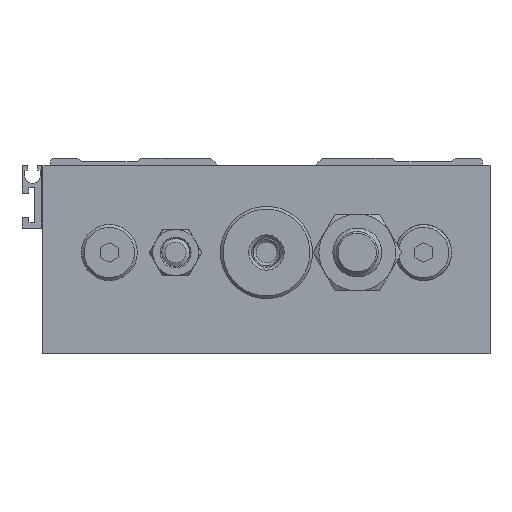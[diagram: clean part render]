
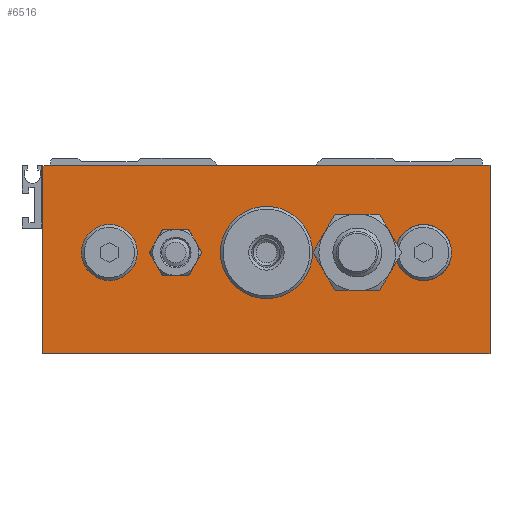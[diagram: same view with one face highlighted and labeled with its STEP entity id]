
A CAD part, left-side view. The second image highlights one B-rep face of the part: STEP entity #6516.
In plain terms, the highlighted planar face has unit normal (-1, 0, 0).
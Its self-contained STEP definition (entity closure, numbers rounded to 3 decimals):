
#5204=CARTESIAN_POINT('',(0.,-37.351,-27.345));
#5205=VERTEX_POINT('Vertex245',#5204);
#5221=CARTESIAN_POINT('',(0.,-37.351,-22.655));
#5222=VERTEX_POINT('Vertex246',#5221);
#5334=CARTESIAN_POINT('',(0.,29.753,-18.5));
#5335=VERTEX_POINT('Vertex250',#5334);
#5345=CARTESIAN_POINT('',(0.,22.247,-18.5));
#5346=VERTEX_POINT('Vertex251',#5345);
#5353=CARTESIAN_POINT('',(0.,26.,-18.5));
#5354=DIRECTION('',(0.,-1.,0.));
#5355=VECTOR('',#5354,1.);
#5356=LINE('nurbsCrv336',#5353,#5355);
#5357=EDGE_CURVE('Edge336',#5335,#5346,#5356,.T.);
#5371=CARTESIAN_POINT('',(0.,18.494,-25.));
#5372=VERTEX_POINT('Vertex252',#5371);
#5379=CARTESIAN_POINT('',(0.,20.371,-21.75));
#5380=DIRECTION('',(0.,-0.5,-0.866));
#5381=VECTOR('',#5380,1.);
#5382=LINE('nurbsCrv338',#5379,#5381);
#5383=EDGE_CURVE('Edge338',#5346,#5372,#5382,.T.);
#5393=CARTESIAN_POINT('',(0.,33.506,-25.));
#5394=VERTEX_POINT('Vertex253',#5393);
#5405=CARTESIAN_POINT('',(0.,31.629,-21.75));
#5406=DIRECTION('',(0.,-0.5,0.866));
#5407=VECTOR('',#5406,1.);
#5408=LINE('nurbsCrv340',#5405,#5407);
#5409=EDGE_CURVE('Edge340',#5394,#5335,#5408,.T.);
#5419=CARTESIAN_POINT('',(0.,22.247,-31.5));
#5420=VERTEX_POINT('Vertex254',#5419);
#5421=CARTESIAN_POINT('',(0.,20.371,-28.25));
#5422=DIRECTION('',(0.,0.5,-0.866));
#5423=VECTOR('',#5422,1.);
#5424=LINE('nurbsCrv341',#5421,#5423);
#5425=EDGE_CURVE('Edge341',#5372,#5420,#5424,.T.);
#5445=CARTESIAN_POINT('',(0.,29.753,-31.5));
#5446=VERTEX_POINT('Vertex255',#5445);
#5457=CARTESIAN_POINT('',(0.,31.629,-28.25));
#5458=DIRECTION('',(0.,0.5,0.866));
#5459=VECTOR('',#5458,1.);
#5460=LINE('nurbsCrv344',#5457,#5459);
#5461=EDGE_CURVE('Edge344',#5446,#5394,#5460,.T.);
#5471=CARTESIAN_POINT('',(0.,26.,-31.5));
#5472=DIRECTION('',(0.,1.,0.));
#5473=VECTOR('',#5472,1.);
#5474=LINE('nurbsCrv345',#5471,#5473);
#5475=EDGE_CURVE('Edge345',#5420,#5446,#5474,.T.);
#5490=CARTESIAN_POINT('',(0.,-32.352,-13.997));
#5491=VERTEX_POINT('Vertex256',#5490);
#5507=CARTESIAN_POINT('',(0.,-34.852,-18.326));
#5508=DIRECTION('',(0.,-0.5,-0.866));
#5509=VECTOR('',#5508,1.);
#5510=LINE('nurbsCrv348',#5507,#5509);
#5511=EDGE_CURVE('Edge348',#5491,#5222,#5510,.T.);
#5521=CARTESIAN_POINT('',(0.,-19.647,
-13.997));
#5522=VERTEX_POINT('Vertex257',#5521);
#5532=CARTESIAN_POINT('',(0.,-26.,
-13.997));
#5533=DIRECTION('',(0.,-1.,0.));
#5534=VECTOR('',#5533,1.);
#5535=LINE('nurbsCrv350',#5532,#5534);
#5536=EDGE_CURVE('Edge350',#5522,#5491,#5535,.T.);
#5548=CARTESIAN_POINT('',(0.,-32.352,-36.003));
#5549=VERTEX_POINT('Vertex258',#5548);
#5556=CARTESIAN_POINT('',(0.,-34.852,-31.674));
#5557=DIRECTION('',(0.,0.5,-0.866));
#5558=VECTOR('',#5557,1.);
#5559=LINE('nurbsCrv352',#5556,#5558);
#5560=EDGE_CURVE('Edge352',#5205,#5549,#5559,.T.);
#5572=CARTESIAN_POINT('',(0.,-19.647,
-36.003));
#5573=VERTEX_POINT('Vertex259',#5572);
#5581=CARTESIAN_POINT('',(0.,-13.295,
-25.));
#5582=VERTEX_POINT('Vertex260',#5581);
#5589=CARTESIAN_POINT('',(0.,-16.471,
-30.501));
#5590=DIRECTION('',(0.,0.5,0.866));
#5591=VECTOR('',#5590,1.);
#5592=LINE('nurbsCrv355',#5589,#5591);
#5593=EDGE_CURVE('Edge355',#5573,#5582,#5592,.T.);
#5606=CARTESIAN_POINT('',(0.,-16.471,
-19.499));
#5607=DIRECTION('',(0.,-0.5,0.866));
#5608=VECTOR('',#5607,1.);
#5609=LINE('nurbsCrv356',#5606,#5608);
#5610=EDGE_CURVE('Edge356',#5582,#5522,#5609,.T.);
#5624=CARTESIAN_POINT('',(0.,-26.,
-36.003));
#5625=DIRECTION('',(0.,1.,0.));
#5626=VECTOR('',#5625,1.);
#5627=LINE('nurbsCrv357',#5624,#5626);
#5628=EDGE_CURVE('Edge357',#5549,#5573,#5627,.T.);
#5656=CARTESIAN_POINT('',(0.,64.,-54.));
#5657=VERTEX_POINT('Vertex264',#5656);
#5664=CARTESIAN_POINT('',(0.,64.,-0.5));
#5665=VERTEX_POINT('Vertex265',#5664);
#5666=CARTESIAN_POINT('',(0.,64.,-27.25));
#5667=DIRECTION('',(0.,0.,-1.));
#5668=VECTOR('',#5667,1.);
#5669=LINE('nurbsCrv361',#5666,#5668);
#5670=EDGE_CURVE('Edge361',#5665,#5657,#5669,.T.);
#5694=CARTESIAN_POINT('',(0.,63.5,0.));
#5695=VERTEX_POINT('Vertex267',#5694);
#5696=CARTESIAN_POINT('',(0.,63.75,-0.25));
#5697=DIRECTION('',(0.,-0.707,0.707));
#5698=VECTOR('',#5697,1.);
#5699=LINE('nurbsCrv364',#5696,#5698);
#5700=EDGE_CURVE('Edge364',#5665,#5695,#5699,.T.);
#6183=CARTESIAN_POINT('',(0.,53.,-25.));
#6184=VERTEX_POINT('Vertex284',#6183);
#6185=CARTESIAN_POINT('',(0.,45.,
-25.));
#6186=DIRECTION('',(1.,0.,0.));
#6187=DIRECTION('',(0.,1.,0.));
#6188=AXIS2_PLACEMENT_3D('',#6185,#6186,#6187);
#6189=CIRCLE('nurbsCrv393',#6188,8.);
#6190=EDGE_CURVE('Edge393',#6184,#6184,#6189,.T.);
#6205=CARTESIAN_POINT('',(0.,-45.,
-25.));
#6206=DIRECTION('',(1.,0.,0.));
#6207=DIRECTION('',(0.,0.956,0.293)
);
#6208=AXIS2_PLACEMENT_3D('',#6205,#6206,#6207);
#6209=CIRCLE('nurbsCrv394',#6208,8.);
#6210=EDGE_CURVE('Edge394',#5222,#5205,#6209,.T.);
#6225=CARTESIAN_POINT('',(0.,13.2,-25.));
#6226=VERTEX_POINT('Vertex285',#6225);
#6227=CARTESIAN_POINT('',(0.,0.,
-25.));
#6228=DIRECTION('',(1.,0.,0.));
#6229=DIRECTION('',(0.,1.,0.));
#6230=AXIS2_PLACEMENT_3D('',#6227,#6228,#6229);
#6231=CIRCLE('nurbsCrv395',#6230,13.2);
#6232=EDGE_CURVE('Edge395',#6226,#6226,#6231,.T.);
#6462=ORIENTED_EDGE('Edgeuse794',*,*,#5700,.F.);
#6463=ORIENTED_EDGE('Edgeuse795',*,*,#5670,.T.);
#6464=CARTESIAN_POINT('',(0.,-64.,-54.));
#6465=VERTEX_POINT('Vertex298',#6464);
#6466=CARTESIAN_POINT('',(0.,0.,-54.));
#6467=DIRECTION('',(0.,1.,0.));
#6468=VECTOR('',#6467,1.);
#6469=LINE('nurbsCrv408',#6466,#6468);
#6470=EDGE_CURVE('Edge408',#6465,#5657,#6469,.T.);
#6471=ORIENTED_EDGE('Edgeuse796',*,*,#6470,.F.);
#6472=CARTESIAN_POINT('',(0.,-64.,0.));
#6473=VERTEX_POINT('Vertex299',#6472);
#6474=CARTESIAN_POINT('',(0.,-64.,-27.));
#6475=DIRECTION('',(0.,0.,1.));
#6476=VECTOR('',#6475,1.);
#6477=LINE('nurbsCrv409',#6474,#6476);
#6478=EDGE_CURVE('Edge409',#6465,#6473,#6477,.T.);
#6479=ORIENTED_EDGE('Edgeuse797',*,*,#6478,.T.);
#6480=CARTESIAN_POINT('',(0.,-0.25,0.));
#6481=DIRECTION('',(0.,1.,0.));
#6482=VECTOR('',#6481,1.);
#6483=LINE('nurbsCrv410',#6480,#6482);
#6484=EDGE_CURVE('Edge410',#6473,#5695,#6483,.T.);
#6485=ORIENTED_EDGE('Edgeuse798',*,*,#6484,.T.);
#6486=EDGE_LOOP('',(#6462,#6463,#6471,#6479,#6485));
#6487=FACE_OUTER_BOUND('',#6486,.T.);
#6488=ORIENTED_EDGE('Edgeuse799',*,*,#5475,.T.);
#6489=ORIENTED_EDGE('Edgeuse800',*,*,#5461,.T.);
#6490=ORIENTED_EDGE('Edgeuse801',*,*,#5409,.T.);
#6491=ORIENTED_EDGE('Edgeuse802',*,*,#5357,.T.);
#6492=ORIENTED_EDGE('Edgeuse803',*,*,#5383,.T.);
#6493=ORIENTED_EDGE('Edgeuse804',*,*,#5425,.T.);
#6494=EDGE_LOOP('',(#6488,#6489,#6490,#6491,#6492,#6493));
#6495=FACE_BOUND('',#6494,.T.);
#6496=ORIENTED_EDGE('Edgeuse785',*,*,#6232,.T.);
#6497=EDGE_LOOP('',(#6496));
#6498=FACE_BOUND('',#6497,.T.);
#6499=ORIENTED_EDGE('Edgeuse786',*,*,#6190,.T.);
#6500=EDGE_LOOP('',(#6499));
#6501=FACE_BOUND('',#6500,.T.);
#6502=ORIENTED_EDGE('Edgeuse787',*,*,#5560,.T.);
#6503=ORIENTED_EDGE('Edgeuse788',*,*,#5628,.T.);
#6504=ORIENTED_EDGE('Edgeuse789',*,*,#5593,.T.);
#6505=ORIENTED_EDGE('Edgeuse790',*,*,#5610,.T.);
#6506=ORIENTED_EDGE('Edgeuse791',*,*,#5536,.T.);
#6507=ORIENTED_EDGE('Edgeuse792',*,*,#5511,.T.);
#6508=ORIENTED_EDGE('Edgeuse793',*,*,#6210,.T.);
#6509=EDGE_LOOP('',(#6502,#6503,#6504,#6505,#6506,#6507,#6508));
#6510=FACE_BOUND('',#6509,.T.);
#6511=CARTESIAN_POINT('',(0.,0.,-27.));
#6512=DIRECTION('',(-1.,0.,0.));
#6513=DIRECTION('',(0.,0.,1.));
#6514=AXIS2_PLACEMENT_3D('',#6511,#6512,#6513);
#6515=PLANE('nurbsSrf198',#6514);
#6516=ADVANCED_FACE('Face198',(#6487,#6495,#6498,#6501,#6510),#6515,.T.);
